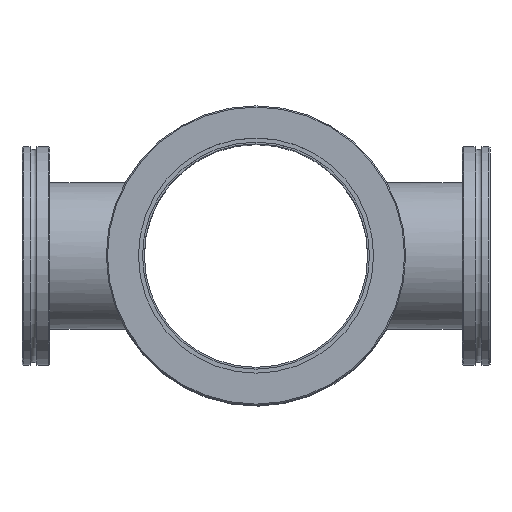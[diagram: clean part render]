
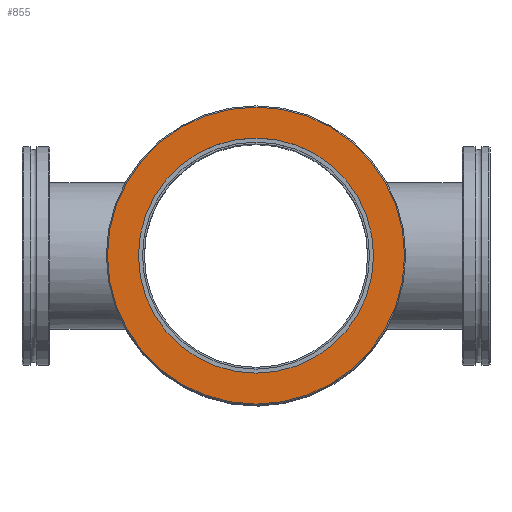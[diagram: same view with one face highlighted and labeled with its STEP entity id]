
A CAD part, top view. The second image highlights one B-rep face of the part: STEP entity #855.
In plain terms, the highlighted face is planar.
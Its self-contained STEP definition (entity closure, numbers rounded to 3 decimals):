
#71=PLANE('',#1034);
#88=FACE_BOUND('',#252,.T.);
#126=CIRCLE('',#1028,64.5);
#131=CIRCLE('',#1035,51.05);
#132=CIRCLE('',#1036,51.05);
#197=FACE_OUTER_BOUND('',#251,.T.);
#251=EDGE_LOOP('',(#674));
#252=EDGE_LOOP('',(#675,#676));
#394=VERTEX_POINT('',#1792);
#399=VERTEX_POINT('',#1806);
#400=VERTEX_POINT('',#1807);
#497=EDGE_CURVE('',#394,#394,#126,.T.);
#504=EDGE_CURVE('',#399,#400,#131,.T.);
#505=EDGE_CURVE('',#400,#399,#132,.T.);
#674=ORIENTED_EDGE('',*,*,#497,.F.);
#675=ORIENTED_EDGE('',*,*,#504,.F.);
#676=ORIENTED_EDGE('',*,*,#505,.F.);
#855=ADVANCED_FACE('',(#197,#88),#71,.T.);
#1028=AXIS2_PLACEMENT_3D('',#1793,#1224,#1225);
#1034=AXIS2_PLACEMENT_3D('',#1805,#1238,#1239);
#1035=AXIS2_PLACEMENT_3D('',#1808,#1240,#1241);
#1036=AXIS2_PLACEMENT_3D('',#1809,#1242,#1243);
#1224=DIRECTION('center_axis',(-1.,0.,0.));
#1225=DIRECTION('ref_axis',(0.,0.,-1.));
#1238=DIRECTION('center_axis',(1.,0.,0.));
#1239=DIRECTION('ref_axis',(0.,0.,-1.));
#1240=DIRECTION('center_axis',(1.,0.,0.));
#1241=DIRECTION('ref_axis',(0.,0.,-1.));
#1242=DIRECTION('center_axis',(1.,0.,0.));
#1243=DIRECTION('ref_axis',(0.,0.,-1.));
#1792=CARTESIAN_POINT('',(0.,0.,64.5));
#1793=CARTESIAN_POINT('Origin',(0.,0.,0.));
#1805=CARTESIAN_POINT('Origin',(0.,0.,51.05));
#1806=CARTESIAN_POINT('',(0.,0.,51.05));
#1807=CARTESIAN_POINT('',(0.,0.,-51.05));
#1808=CARTESIAN_POINT('Origin',(0.,0.,0.));
#1809=CARTESIAN_POINT('Origin',(0.,0.,0.));
